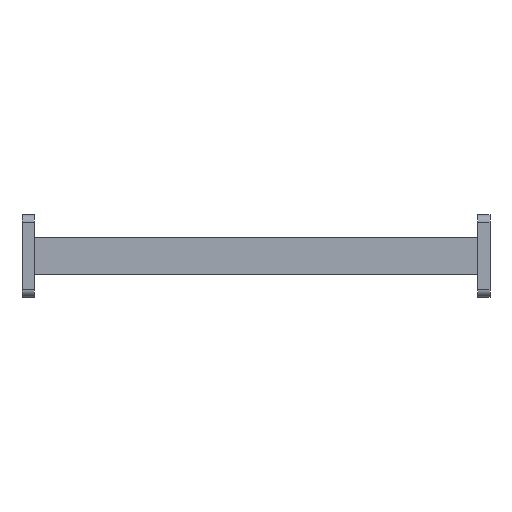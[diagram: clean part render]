
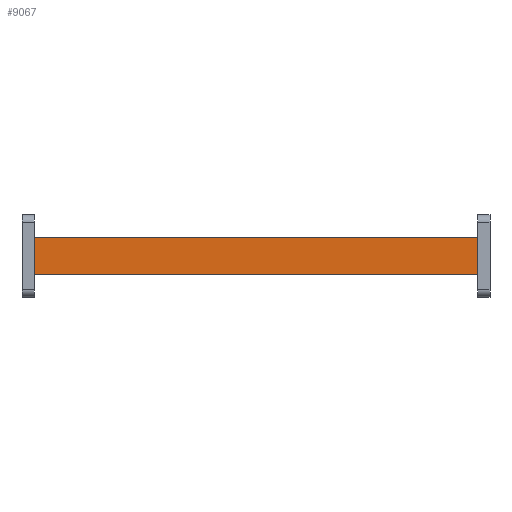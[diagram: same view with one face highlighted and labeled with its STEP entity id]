
A CAD part, front view. The second image highlights one B-rep face of the part: STEP entity #9067.
In plain terms, the highlighted planar face has unit normal (0, -1, 0).
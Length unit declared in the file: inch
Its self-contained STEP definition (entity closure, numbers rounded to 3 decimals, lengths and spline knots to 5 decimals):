
#249 = CARTESIAN_POINT ( 'NONE',  ( 3.54331, -0.1675, 0.295 ) ) ;
#389 = CARTESIAN_POINT ( 'NONE',  ( -3.54331, -0.1675, -0.295 ) ) ;
#982 = VECTOR ( 'NONE', #1611, 39.37008 ) ;
#1016 = VERTEX_POINT ( 'NONE', #6867 ) ;
#1152 = VECTOR ( 'NONE', #8088, 39.37008 ) ;
#1310 = VERTEX_POINT ( 'NONE', #5735 ) ;
#1340 = CARTESIAN_POINT ( 'NONE',  ( 3.54331, -0.1675, 0.295 ) ) ;
#1469 = VECTOR ( 'NONE', #9176, 39.37008 ) ;
#1549 = DIRECTION ( 'NONE',  ( 0., 0., 1. ) ) ;
#1611 = DIRECTION ( 'NONE',  ( -1., 0., 0. ) ) ;
#1763 = CARTESIAN_POINT ( 'NONE',  ( 3.54331, -0.1675, -0.295 ) ) ;
#1851 = ORIENTED_EDGE ( 'NONE', *, *, #9011, .T. ) ;
#1895 = VERTEX_POINT ( 'NONE', #389 ) ;
#2695 = LINE ( 'NONE', #5721, #8491 ) ;
#3338 = LINE ( 'NONE', #1763, #982 ) ;
#3720 = VERTEX_POINT ( 'NONE', #5943 ) ;
#4567 = FACE_OUTER_BOUND ( 'NONE', #7995, .T. ) ;
#4738 = AXIS2_PLACEMENT_3D ( 'NONE', #1340, #8546, #1549 ) ;
#5433 = PLANE ( 'NONE',  #4738 ) ;
#5721 = CARTESIAN_POINT ( 'NONE',  ( 3.54331, -0.1675, 0.295 ) ) ;
#5735 = CARTESIAN_POINT ( 'NONE',  ( -3.54331, -0.1675, 0.295 ) ) ;
#5943 = CARTESIAN_POINT ( 'NONE',  ( 3.54331, -0.1675, -0.295 ) ) ;
#6635 = DIRECTION ( 'NONE',  ( -1., 0., 0. ) ) ;
#6867 = CARTESIAN_POINT ( 'NONE',  ( 3.54331, -0.1675, 0.295 ) ) ;
#6926 = LINE ( 'NONE', #9284, #1469 ) ;
#7269 = LINE ( 'NONE', #249, #1152 ) ;
#7311 = ORIENTED_EDGE ( 'NONE', *, *, #8814, .F. ) ;
#7420 = ORIENTED_EDGE ( 'NONE', *, *, #8085, .T. ) ;
#7559 = ORIENTED_EDGE ( 'NONE', *, *, #8201, .F. ) ;
#7995 = EDGE_LOOP ( 'NONE', ( #7420, #7559, #7311, #1851 ) ) ;
#8085 = EDGE_CURVE ( 'NONE', #1310, #1895, #6926, .T. ) ;
#8088 = DIRECTION ( 'NONE',  ( 0., 0., -1. ) ) ;
#8201 = EDGE_CURVE ( 'NONE', #3720, #1895, #3338, .T. ) ;
#8491 = VECTOR ( 'NONE', #6635, 39.37008 ) ;
#8546 = DIRECTION ( 'NONE',  ( 0., 1., 0. ) ) ;
#8814 = EDGE_CURVE ( 'NONE', #1016, #3720, #7269, .T. ) ;
#9011 = EDGE_CURVE ( 'NONE', #1016, #1310, #2695, .T. ) ;
#9067 = ADVANCED_FACE ( 'NONE', ( #4567 ), #5433, .F. ) ;
#9176 = DIRECTION ( 'NONE',  ( 0., 0., -1. ) ) ;
#9284 = CARTESIAN_POINT ( 'NONE',  ( -3.54331, -0.1675, 0.295 ) ) ;
